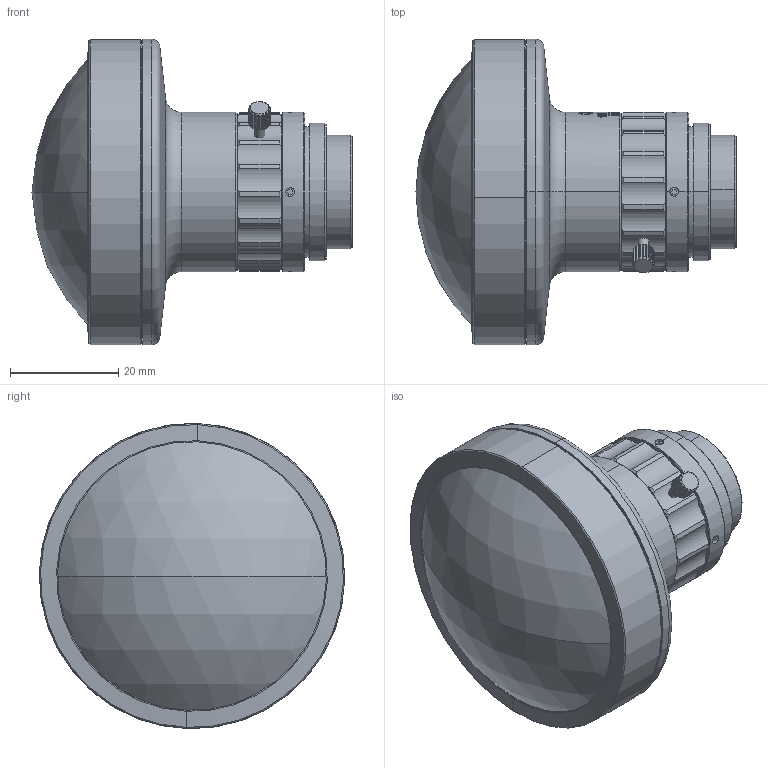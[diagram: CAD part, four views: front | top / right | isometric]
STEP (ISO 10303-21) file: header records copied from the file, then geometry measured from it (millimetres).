
FILE_DESCRIPTION (( 'STEP AP214' ), '1' );
FILE_NAME ('600149.STEP', '2025-11-20T06:20:12', ( 'DELL' ), ( '' ), 'SwSTEP 2.0', 'SolidWorks 2025', '' );
FILE_SCHEMA (( 'AUTOMOTIVE_DESIGN' ));
Length unit declared in the file: millimetre
Products named in the file (18): 600149-RE1; 600149-RE3; 600149-E1; 5000112; 600149-LM; 600149-SP3; 600149-CM; 600149-IL; 600149-IM; 600149-B1; 600149-LA; 600149-B2; 600149-SP4; 600149; 600149-IR; 5000113; 600149-E9
Assembly tree (24 placements, depth 3):
  600149
    600149-B1
    600149-LA  x6
      600149-IL
      600149-LM
      600149-LM
    600149-IM
    600149-CM
    600149-IR
    600149-B2
    600149-E1
    600149-RE1
    600149-SP3
    600149-SP4
    600149-E9
    600149-RE3
    5000112
    5000113  x3
Bounding box: 59.22 x 56.5 x 56.5 mm (x, y, z)
Volume: 51870.2 mm3; surface area: 29796 mm2
Topology: 33 solids, 33 shells, 1043 faces, 2539 edges, 1623 vertices
Faces by surface type: cylinder 391, plane 312, cone 198, bspline 132, sphere 6, torus 4
Entity records: 39246 total; most frequent: CARTESIAN_POINT 19710, ORIENTED_EDGE 4124, DIRECTION 3651, EDGE_CURVE 2062, AXIS2_PLACEMENT_3D 1473, VERTEX_POINT 1329, EDGE_LOOP 937, FACE_OUTER_BOUND 834
